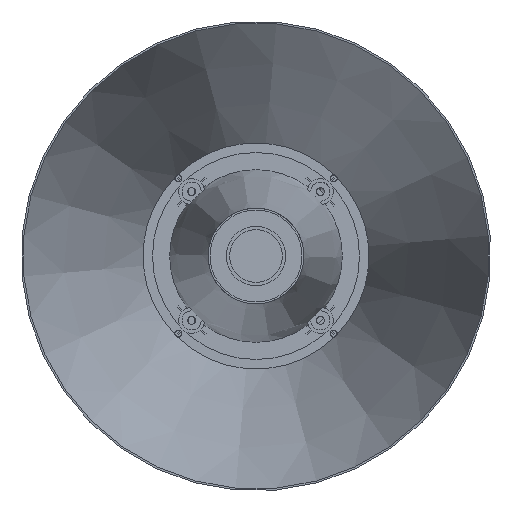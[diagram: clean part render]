
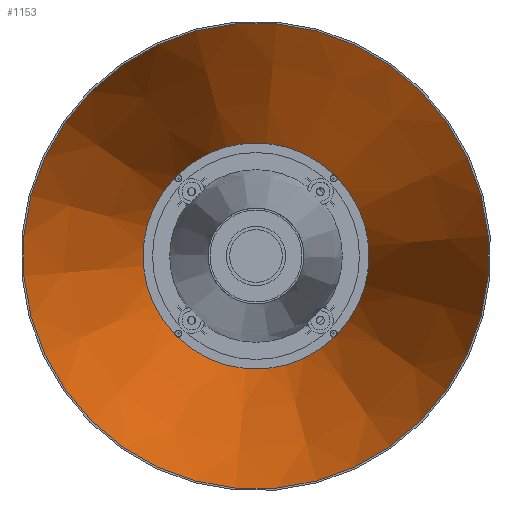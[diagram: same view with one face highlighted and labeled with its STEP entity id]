
A CAD part, left-side view. The second image highlights one B-rep face of the part: STEP entity #1153.
In plain terms, the highlighted conical face has half-angle 19.148 degrees and reference radius 90.25 mm.
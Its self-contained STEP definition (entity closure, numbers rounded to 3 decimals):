
#1153=ADVANCED_FACE('',(#3819,#3821),#3823,.F.);
#3819=FACE_OUTER_BOUND('',#3820,.T.);
#3820=EDGE_LOOP('',(#5938));
#3821=FACE_OUTER_BOUND('',#3822,.T.);
#3822=EDGE_LOOP('',(#5939));
#3823=CONICAL_SURFACE('',#3824,90.25,0.334);
#3824=AXIS2_PLACEMENT_3D('',#3825,#3826,#3827);
#3825=CARTESIAN_POINT('',(-112.5,0.,0.));
#3826=DIRECTION('',(-1.,0.,0.));
#3827=DIRECTION('',(0.,0.707,-0.707));
#5938=ORIENTED_EDGE('',*,*,#7087,.F.);
#5939=ORIENTED_EDGE('',*,*,#7070,.F.);
#7070=EDGE_CURVE('',#8060,#8060,#8061,.T.);
#7087=EDGE_CURVE('',#8094,#8094,#8095,.F.);
#8060=VERTEX_POINT('',#10881);
#8061=CIRCLE('',#10882,121.5);
#8094=VERTEX_POINT('',#10966);
#8095=CIRCLE('',#10967,59.);
#10881=CARTESIAN_POINT('',(-202.5,-85.913,85.913));
#10882=AXIS2_PLACEMENT_3D('',#10883,#10884,#10885);
#10883=CARTESIAN_POINT('',(-202.5,0.,0.));
#10884=DIRECTION('',(1.,0.,0.));
#10885=DIRECTION('',(0.,-0.707,0.707));
#10966=CARTESIAN_POINT('',(-22.5,-41.719,41.719));
#10967=AXIS2_PLACEMENT_3D('',#10968,#10969,#10970);
#10968=CARTESIAN_POINT('',(-22.5,0.,0.));
#10969=DIRECTION('',(1.,0.,0.));
#10970=DIRECTION('',(0.,-0.707,0.707));
